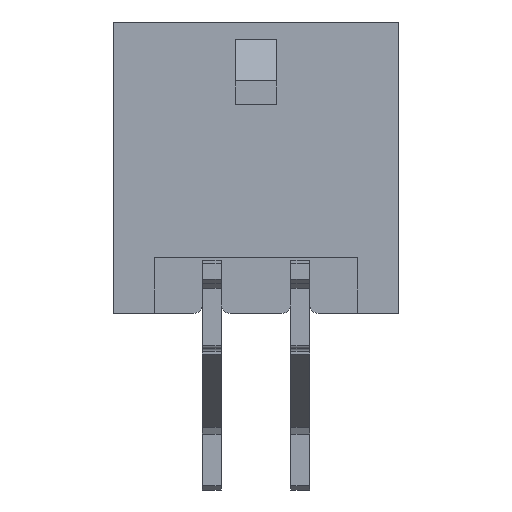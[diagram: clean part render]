
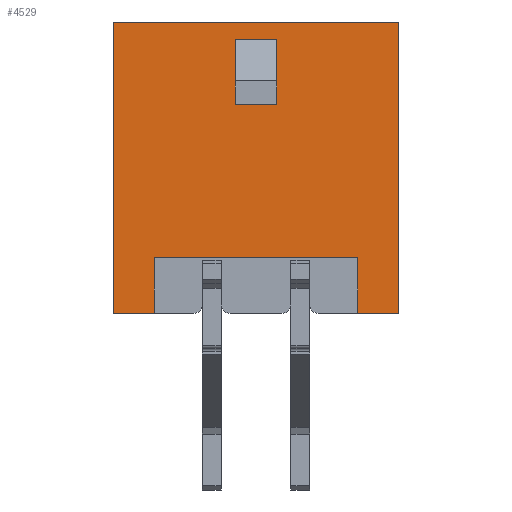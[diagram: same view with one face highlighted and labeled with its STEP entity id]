
A CAD part, left-side view. The second image highlights one B-rep face of the part: STEP entity #4529.
In plain terms, the highlighted planar face has unit normal (-1, 0, 0).
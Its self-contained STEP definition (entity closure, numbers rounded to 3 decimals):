
#526=ORIENTED_EDGE('',*,*,#1741,.T.);
#527=ORIENTED_EDGE('',*,*,#1742,.T.);
#528=ORIENTED_EDGE('',*,*,#1743,.F.);
#529=ORIENTED_EDGE('',*,*,#1744,.F.);
#530=ORIENTED_EDGE('',*,*,#1745,.F.);
#531=ORIENTED_EDGE('',*,*,#1709,.F.);
#532=ORIENTED_EDGE('',*,*,#1733,.T.);
#533=ORIENTED_EDGE('',*,*,#1527,.T.);
#534=ORIENTED_EDGE('',*,*,#1735,.F.);
#535=ORIENTED_EDGE('',*,*,#1717,.F.);
#536=ORIENTED_EDGE('',*,*,#1746,.F.);
#537=ORIENTED_EDGE('',*,*,#1747,.F.);
#1527=EDGE_CURVE('',#2176,#2175,#2626,.T.);
#1709=EDGE_CURVE('',#2312,#2308,#2792,.T.);
#1717=EDGE_CURVE('',#2318,#2319,#2800,.T.);
#1733=EDGE_CURVE('',#2312,#2176,#2816,.T.);
#1735=EDGE_CURVE('',#2319,#2175,#2818,.T.);
#1741=EDGE_CURVE('',#2329,#2330,#2824,.T.);
#1742=EDGE_CURVE('',#2330,#2331,#2825,.T.);
#1743=EDGE_CURVE('',#2332,#2331,#2826,.T.);
#1744=EDGE_CURVE('',#2329,#2332,#2827,.T.);
#1745=EDGE_CURVE('',#2308,#2333,#2828,.T.);
#1746=EDGE_CURVE('',#2334,#2318,#2829,.T.);
#1747=EDGE_CURVE('',#2333,#2334,#2830,.T.);
#2175=VERTEX_POINT('',#6389);
#2176=VERTEX_POINT('',#6391);
#2308=VERTEX_POINT('',#6735);
#2312=VERTEX_POINT('',#6744);
#2318=VERTEX_POINT('',#6760);
#2319=VERTEX_POINT('',#6762);
#2329=VERTEX_POINT('',#6802);
#2330=VERTEX_POINT('',#6803);
#2331=VERTEX_POINT('',#6805);
#2332=VERTEX_POINT('',#6807);
#2333=VERTEX_POINT('',#6810);
#2334=VERTEX_POINT('',#6812);
#2626=LINE('',#6390,#3255);
#2792=LINE('',#6745,#3421);
#2800=LINE('',#6761,#3429);
#2816=LINE('',#6788,#3445);
#2818=LINE('',#6791,#3447);
#2824=LINE('',#6801,#3453);
#2825=LINE('',#6804,#3454);
#2826=LINE('',#6806,#3455);
#2827=LINE('',#6808,#3456);
#2828=LINE('',#6809,#3457);
#2829=LINE('',#6811,#3458);
#2830=LINE('',#6813,#3459);
#3255=VECTOR('',#5146,1000.);
#3421=VECTOR('',#5416,1000.);
#3429=VECTOR('',#5428,1000.);
#3445=VECTOR('',#5448,1000.);
#3447=VECTOR('',#5452,1000.);
#3453=VECTOR('',#5464,1000.);
#3454=VECTOR('',#5465,1000.);
#3455=VECTOR('',#5466,1000.);
#3456=VECTOR('',#5467,1000.);
#3457=VECTOR('',#5468,1000.);
#3458=VECTOR('',#5469,1000.);
#3459=VECTOR('',#5470,1000.);
#3843=EDGE_LOOP('',(#526,#527,#528,#529));
#3844=EDGE_LOOP('',(#530,#531,#532,#533,#534,#535,#536,#537));
#4084=FACE_BOUND('',#3843,.T.);
#4085=FACE_BOUND('',#3844,.T.);
#4309=PLANE('',#4822);
#4529=ADVANCED_FACE('',(#4084,#4085),#4309,.T.);
#4822=AXIS2_PLACEMENT_3D('',#6800,#5462,#5463);
#5146=DIRECTION('',(0.,1.,0.));
#5416=DIRECTION('',(0.,1.,0.));
#5428=DIRECTION('',(0.,1.,0.));
#5448=DIRECTION('',(0.,0.,1.));
#5452=DIRECTION('',(0.,0.,1.));
#5462=DIRECTION('',(-1.,0.,0.));
#5463=DIRECTION('',(0.,0.,1.));
#5464=DIRECTION('',(0.,0.,1.));
#5465=DIRECTION('',(0.,-1.,0.));
#5466=DIRECTION('',(0.,0.,1.));
#5467=DIRECTION('',(0.,-1.,0.));
#5468=DIRECTION('',(0.,0.,1.));
#5469=DIRECTION('',(0.,0.,-1.));
#5470=DIRECTION('',(0.,1.,0.));
#6389=CARTESIAN_POINT('',(-3.43,4.85,4.95));
#6390=CARTESIAN_POINT('',(-3.43,-4.85,4.95));
#6391=CARTESIAN_POINT('',(-3.43,-4.85,4.95));
#6735=CARTESIAN_POINT('',(-3.43,-3.45,-4.95));
#6744=CARTESIAN_POINT('',(-3.43,-4.85,-4.95));
#6745=CARTESIAN_POINT('',(-3.43,-4.85,-4.95));
#6760=CARTESIAN_POINT('',(-3.43,3.45,-4.95));
#6761=CARTESIAN_POINT('',(-3.43,-4.85,-4.95));
#6762=CARTESIAN_POINT('',(-3.43,4.85,-4.95));
#6788=CARTESIAN_POINT('',(-3.43,-4.85,-4.95));
#6791=CARTESIAN_POINT('',(-3.43,4.85,-4.95));
#6800=CARTESIAN_POINT('',(-3.43,-4.85,-4.95));
#6801=CARTESIAN_POINT('',(-3.43,0.7,2.15));
#6802=CARTESIAN_POINT('',(-3.43,0.7,2.15));
#6803=CARTESIAN_POINT('',(-3.43,0.7,4.35));
#6804=CARTESIAN_POINT('',(-3.43,0.7,4.35));
#6805=CARTESIAN_POINT('',(-3.43,-0.7,4.35));
#6806=CARTESIAN_POINT('',(-3.43,-0.7,2.15));
#6807=CARTESIAN_POINT('',(-3.43,-0.7,2.15));
#6808=CARTESIAN_POINT('',(-3.43,0.7,2.15));
#6809=CARTESIAN_POINT('',(-3.43,-3.45,-4.95));
#6810=CARTESIAN_POINT('',(-3.43,-3.45,-3.05));
#6811=CARTESIAN_POINT('',(-3.43,3.45,-3.05));
#6812=CARTESIAN_POINT('',(-3.43,3.45,-3.05));
#6813=CARTESIAN_POINT('',(-3.43,-3.45,-3.05));
